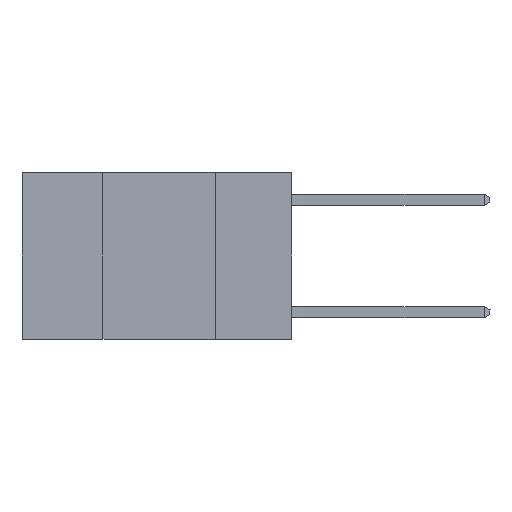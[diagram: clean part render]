
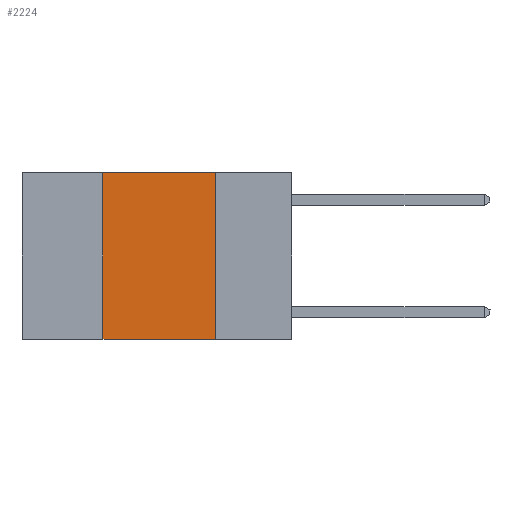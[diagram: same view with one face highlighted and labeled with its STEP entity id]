
A CAD part, left-side view. The second image highlights one B-rep face of the part: STEP entity #2224.
In plain terms, the highlighted planar face has unit normal (-1, 0, 0).
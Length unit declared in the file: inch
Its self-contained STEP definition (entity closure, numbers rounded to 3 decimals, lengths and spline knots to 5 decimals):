
#233 = CARTESIAN_POINT ( 'NONE',  ( 0., 0.17, 0. ) ) ;
#650 = ORIENTED_EDGE ( 'NONE', *, *, #4693, .F. ) ;
#1307 = CARTESIAN_POINT ( 'NONE',  ( 0., 0.42, 0. ) ) ;
#1613 = VERTEX_POINT ( 'NONE', #233 ) ;
#1992 = AXIS2_PLACEMENT_3D ( 'NONE', #8327, #3715, #11648 ) ;
#2170 = ORIENTED_EDGE ( 'NONE', *, *, #7169, .T. ) ;
#2224 = ADVANCED_FACE ( 'NONE', ( #13320 ), #9446, .F. ) ;
#3097 = DIRECTION ( 'NONE',  ( 0., 0., -1. ) ) ;
#3390 = LINE ( 'NONE', #5510, #6501 ) ;
#3715 = DIRECTION ( 'NONE',  ( 1., 0., 0. ) ) ;
#4364 = LINE ( 'NONE', #6226, #12612 ) ;
#4462 = CARTESIAN_POINT ( 'NONE',  ( 0., 0.42, 0. ) ) ;
#4693 = EDGE_CURVE ( 'NONE', #5577, #1613, #4364, .T. ) ;
#5510 = CARTESIAN_POINT ( 'NONE',  ( 0., 0.17, 0. ) ) ;
#5528 = ORIENTED_EDGE ( 'NONE', *, *, #12352, .F. ) ;
#5577 = VERTEX_POINT ( 'NONE', #1307 ) ;
#6000 = LINE ( 'NONE', #4462, #9014 ) ;
#6226 = CARTESIAN_POINT ( 'NONE',  ( 0., 0.6, 0. ) ) ;
#6437 = CARTESIAN_POINT ( 'NONE',  ( 0., 0.6, -0.37 ) ) ;
#6501 = VECTOR ( 'NONE', #3097, 39.37008 ) ;
#7169 = EDGE_CURVE ( 'NONE', #13341, #14497, #12006, .T. ) ;
#8327 = CARTESIAN_POINT ( 'NONE',  ( 0., 0.6, 0. ) ) ;
#8527 = DIRECTION ( 'NONE',  ( 0., -1., 0. ) ) ;
#8644 = CARTESIAN_POINT ( 'NONE',  ( 0., 0.17, -0.37 ) ) ;
#9014 = VECTOR ( 'NONE', #11198, 39.37008 ) ;
#9098 = VECTOR ( 'NONE', #9866, 39.37008 ) ;
#9347 = EDGE_LOOP ( 'NONE', ( #5528, #650, #14079, #2170 ) ) ;
#9446 = PLANE ( 'NONE',  #1992 ) ;
#9866 = DIRECTION ( 'NONE',  ( 0., -1., 0. ) ) ;
#11198 = DIRECTION ( 'NONE',  ( 0., 0., 1. ) ) ;
#11642 = EDGE_CURVE ( 'NONE', #13341, #5577, #6000, .T. ) ;
#11648 = DIRECTION ( 'NONE',  ( 0., 0., -1. ) ) ;
#12006 = LINE ( 'NONE', #6437, #9098 ) ;
#12352 = EDGE_CURVE ( 'NONE', #1613, #14497, #3390, .T. ) ;
#12612 = VECTOR ( 'NONE', #8527, 39.37008 ) ;
#13320 = FACE_OUTER_BOUND ( 'NONE', #9347, .T. ) ;
#13341 = VERTEX_POINT ( 'NONE', #13657 ) ;
#13657 = CARTESIAN_POINT ( 'NONE',  ( 0., 0.42, -0.37 ) ) ;
#14079 = ORIENTED_EDGE ( 'NONE', *, *, #11642, .F. ) ;
#14497 = VERTEX_POINT ( 'NONE', #8644 ) ;
